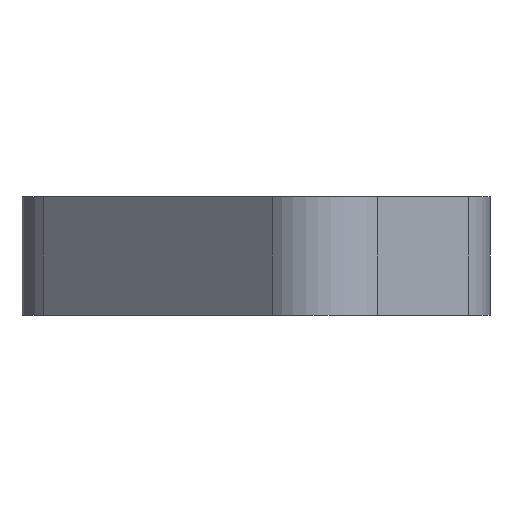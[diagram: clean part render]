
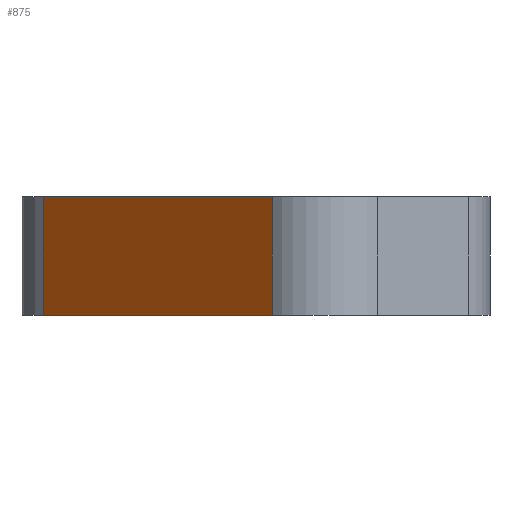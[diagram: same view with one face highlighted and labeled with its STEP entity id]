
A CAD part, left-side view. The second image highlights one B-rep face of the part: STEP entity #875.
In plain terms, the highlighted planar face has unit normal (-0.707, 0.707, 0).
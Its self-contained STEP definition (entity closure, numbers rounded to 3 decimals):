
#60=PLANE('',#991);
#108=FACE_OUTER_BOUND('',#170,.T.);
#170=EDGE_LOOP('',(#784,#785,#786,#787));
#184=LINE('',#1297,#250);
#189=LINE('',#1309,#255);
#210=LINE('',#1394,#276);
#245=LINE('',#1512,#311);
#250=VECTOR('',#1031,10.);
#255=VECTOR('',#1042,10.);
#276=VECTOR('',#1121,10.);
#311=VECTOR('',#1262,10.);
#375=VERTEX_POINT('',#1294);
#376=VERTEX_POINT('',#1296);
#380=VERTEX_POINT('',#1308);
#415=VERTEX_POINT('',#1392);
#459=EDGE_CURVE('',#375,#376,#184,.T.);
#465=EDGE_CURVE('',#380,#376,#189,.T.);
#508=EDGE_CURVE('',#380,#415,#210,.T.);
#565=EDGE_CURVE('',#415,#375,#245,.T.);
#784=ORIENTED_EDGE('',*,*,#459,.F.);
#785=ORIENTED_EDGE('',*,*,#565,.F.);
#786=ORIENTED_EDGE('',*,*,#508,.F.);
#787=ORIENTED_EDGE('',*,*,#465,.T.);
#875=ADVANCED_FACE('',(#108),#60,.T.);
#991=AXIS2_PLACEMENT_3D('',#1511,#1260,#1261);
#1031=DIRECTION('',(0.,0.,1.));
#1042=DIRECTION('',(0.707,0.707,0.));
#1121=DIRECTION('',(0.,0.,-1.));
#1260=DIRECTION('center_axis',(-0.707,0.707,0.));
#1261=DIRECTION('ref_axis',(0.707,0.707,0.));
#1262=DIRECTION('',(0.707,0.707,0.));
#1294=CARTESIAN_POINT('',(-3.536,18.965,-8.));
#1296=CARTESIAN_POINT('',(-3.536,18.965,0.));
#1297=CARTESIAN_POINT('',(-3.536,18.965,0.));
#1308=CARTESIAN_POINT('',(-18.965,3.536,0.));
#1309=CARTESIAN_POINT('',(-22.5,0.,0.));
#1392=CARTESIAN_POINT('',(-18.965,3.536,-8.));
#1394=CARTESIAN_POINT('',(-18.965,3.536,0.));
#1511=CARTESIAN_POINT('Origin',(-22.5,0.,
0.));
#1512=CARTESIAN_POINT('',(-22.5,0.,-8.));
